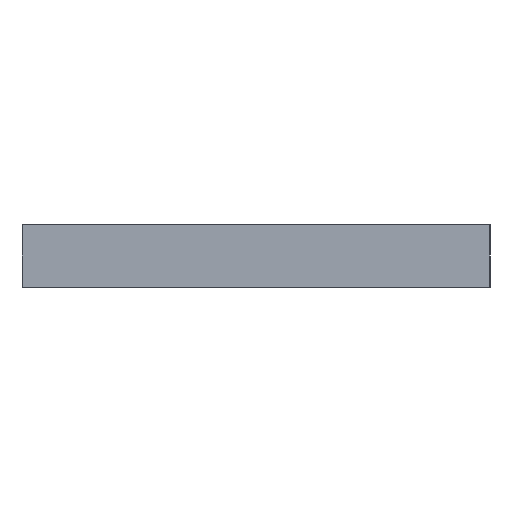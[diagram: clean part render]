
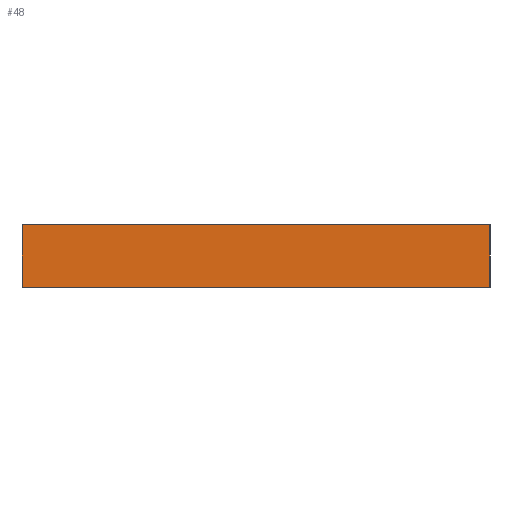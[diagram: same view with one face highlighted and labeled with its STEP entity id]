
A CAD part, left-side view. The second image highlights one B-rep face of the part: STEP entity #48.
In plain terms, the highlighted planar face has unit normal (-1, 0, 0).
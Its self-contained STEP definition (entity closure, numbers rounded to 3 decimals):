
#48 = ADVANCED_FACE( '', ( #103 ), #104, .F. );
#103 = FACE_OUTER_BOUND( '', #152, .T. );
#104 = PLANE( '', #153 );
#152 = EDGE_LOOP( '', ( #221, #222, #223, #224 ) );
#153 = AXIS2_PLACEMENT_3D( '', #225, #226, #227 );
#221 = ORIENTED_EDGE( '', *, *, #250, .T. );
#222 = ORIENTED_EDGE( '', *, *, #264, .F. );
#223 = ORIENTED_EDGE( '', *, *, #259, .F. );
#224 = ORIENTED_EDGE( '', *, *, #267, .T. );
#225 = CARTESIAN_POINT( '', ( 0., 15., 2. ) );
#226 = DIRECTION( '', ( 1., 0., 0. ) );
#227 = DIRECTION( '', ( 0., 0., -1. ) );
#250 = EDGE_CURVE( '', #282, #286, #288, .T. );
#259 = EDGE_CURVE( '', #301, #303, #304, .T. );
#264 = EDGE_CURVE( '', #303, #286, #310, .T. );
#267 = EDGE_CURVE( '', #301, #282, #313, .T. );
#282 = VERTEX_POINT( '', #328 );
#286 = VERTEX_POINT( '', #334 );
#288 = LINE( '', #337, #338 );
#301 = VERTEX_POINT( '', #351 );
#303 = VERTEX_POINT( '', #354 );
#304 = LINE( '', #355, #356 );
#310 = LINE( '', #365, #366 );
#313 = LINE( '', #369, #370 );
#328 = CARTESIAN_POINT( '', ( 0., 15., 0. ) );
#334 = CARTESIAN_POINT( '', ( 0., 0., 0. ) );
#337 = CARTESIAN_POINT( '', ( 0., 15., 0. ) );
#338 = VECTOR( '', #391, 1000. );
#351 = CARTESIAN_POINT( '', ( 0., 15., 2. ) );
#354 = CARTESIAN_POINT( '', ( 0., 0., 2. ) );
#355 = CARTESIAN_POINT( '', ( 0., 15., 2. ) );
#356 = VECTOR( '', #405, 1000. );
#365 = CARTESIAN_POINT( '', ( 0., 0., 2. ) );
#366 = VECTOR( '', #409, 1000. );
#369 = CARTESIAN_POINT( '', ( 0., 15., 2. ) );
#370 = VECTOR( '', #410, 1000. );
#391 = DIRECTION( '', ( 0., -1., 0. ) );
#405 = DIRECTION( '', ( 0., -1., 0. ) );
#409 = DIRECTION( '', ( 0., 0., -1. ) );
#410 = DIRECTION( '', ( 0., 0., -1. ) );
